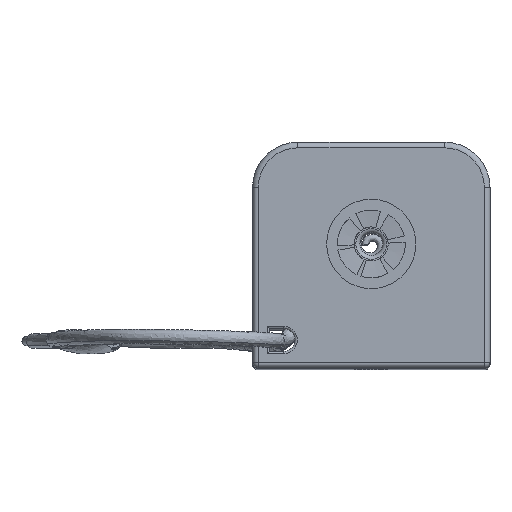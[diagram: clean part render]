
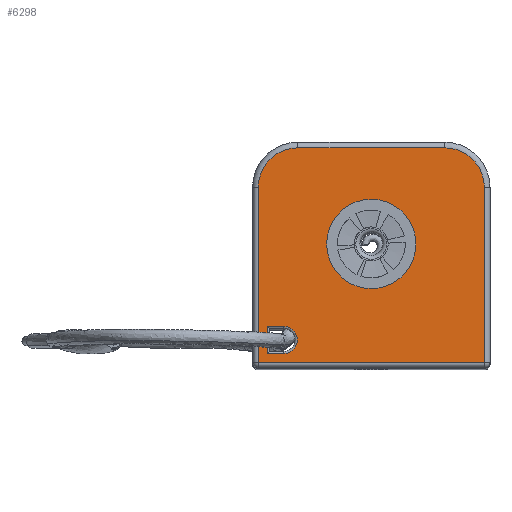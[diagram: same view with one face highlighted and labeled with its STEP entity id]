
A CAD part, top view. The second image highlights one B-rep face of the part: STEP entity #6298.
In plain terms, the highlighted planar face has unit normal (0, 0, 1).
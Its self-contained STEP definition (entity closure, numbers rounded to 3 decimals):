
#392=FACE_BOUND('',#1073,.T.);
#393=FACE_BOUND('',#1074,.T.);
#464=PLANE('',#6835);
#698=FACE_OUTER_BOUND('',#1072,.T.);
#1072=EDGE_LOOP('',(#4985,#4986,#4987,#4988,#4989,#4990));
#1073=EDGE_LOOP('',(#4991,#4992,#4993,#4994));
#1074=EDGE_LOOP('',(#4995,#4996));
#1571=LINE('',#14617,#2057);
#1572=LINE('',#14621,#2058);
#1573=LINE('',#14623,#2059);
#1574=LINE('',#14625,#2060);
#1575=LINE('',#14629,#2061);
#1576=LINE('',#14631,#2062);
#1577=LINE('',#14634,#2063);
#2057=VECTOR('',#7897,1000.);
#2058=VECTOR('',#7900,1000.);
#2059=VECTOR('',#7901,1000.);
#2060=VECTOR('',#7902,1000.);
#2061=VECTOR('',#7905,1000.);
#2062=VECTOR('',#7906,1000.);
#2063=VECTOR('',#7909,1000.);
#2414=CIRCLE('',#6757,3.95);
#2415=CIRCLE('',#6758,3.95);
#2460=CIRCLE('',#6836,3.5);
#2461=CIRCLE('',#6837,3.5);
#2462=CIRCLE('',#6838,1.2);
#2723=VERTEX_POINT('',#13115);
#2724=VERTEX_POINT('',#13117);
#2977=VERTEX_POINT('',#14615);
#2978=VERTEX_POINT('',#14616);
#2979=VERTEX_POINT('',#14618);
#2980=VERTEX_POINT('',#14620);
#2981=VERTEX_POINT('',#14622);
#2982=VERTEX_POINT('',#14624);
#2983=VERTEX_POINT('',#14627);
#2984=VERTEX_POINT('',#14628);
#2985=VERTEX_POINT('',#14630);
#2986=VERTEX_POINT('',#14632);
#3445=EDGE_CURVE('',#2723,#2724,#2414,.T.);
#3446=EDGE_CURVE('',#2724,#2723,#2415,.T.);
#3737=EDGE_CURVE('',#2977,#2978,#1571,.T.);
#3738=EDGE_CURVE('',#2978,#2979,#2460,.T.);
#3739=EDGE_CURVE('',#2979,#2980,#1572,.T.);
#3740=EDGE_CURVE('',#2980,#2981,#1573,.T.);
#3741=EDGE_CURVE('',#2981,#2982,#1574,.T.);
#3742=EDGE_CURVE('',#2982,#2977,#2461,.T.);
#3743=EDGE_CURVE('',#2983,#2984,#1575,.T.);
#3744=EDGE_CURVE('',#2984,#2985,#1576,.T.);
#3745=EDGE_CURVE('',#2985,#2986,#2462,.T.);
#3746=EDGE_CURVE('',#2986,#2983,#1577,.T.);
#4985=ORIENTED_EDGE('',*,*,#3737,.T.);
#4986=ORIENTED_EDGE('',*,*,#3738,.T.);
#4987=ORIENTED_EDGE('',*,*,#3739,.T.);
#4988=ORIENTED_EDGE('',*,*,#3740,.T.);
#4989=ORIENTED_EDGE('',*,*,#3741,.T.);
#4990=ORIENTED_EDGE('',*,*,#3742,.T.);
#4991=ORIENTED_EDGE('',*,*,#3743,.T.);
#4992=ORIENTED_EDGE('',*,*,#3744,.T.);
#4993=ORIENTED_EDGE('',*,*,#3745,.T.);
#4994=ORIENTED_EDGE('',*,*,#3746,.T.);
#4995=ORIENTED_EDGE('',*,*,#3446,.F.);
#4996=ORIENTED_EDGE('',*,*,#3445,.F.);
#6298=ADVANCED_FACE('',(#698,#392,#393),#464,.F.);
#6757=AXIS2_PLACEMENT_3D('',#13118,#7600,#7601);
#6758=AXIS2_PLACEMENT_3D('',#13119,#7602,#7603);
#6835=AXIS2_PLACEMENT_3D('',#14614,#7895,#7896);
#6836=AXIS2_PLACEMENT_3D('',#14619,#7898,#7899);
#6837=AXIS2_PLACEMENT_3D('',#14626,#7903,#7904);
#6838=AXIS2_PLACEMENT_3D('',#14633,#7907,#7908);
#7600=DIRECTION('center_axis',(0.,0.,1.));
#7601=DIRECTION('ref_axis',(1.,0.,0.));
#7602=DIRECTION('center_axis',(0.,0.,1.));
#7603=DIRECTION('ref_axis',(1.,0.,0.));
#7895=DIRECTION('center_axis',(0.,0.,-1.));
#7896=DIRECTION('ref_axis',(-1.,0.,0.));
#7897=DIRECTION('',(-1.,0.,0.));
#7898=DIRECTION('center_axis',(0.,0.,1.));
#7899=DIRECTION('ref_axis',(-1.,0.,0.));
#7900=DIRECTION('',(0.,-1.,0.));
#7901=DIRECTION('',(1.,0.,0.));
#7902=DIRECTION('',(0.,1.,0.));
#7903=DIRECTION('center_axis',(0.,0.,1.));
#7904=DIRECTION('ref_axis',(-1.,0.,0.));
#7905=DIRECTION('',(0.,1.,0.));
#7906=DIRECTION('',(1.,0.,0.));
#7907=DIRECTION('center_axis',(0.,0.,-1.));
#7908=DIRECTION('ref_axis',(-1.,0.,0.));
#7909=DIRECTION('',(-1.,0.,0.));
#13115=CARTESIAN_POINT('',(-3.95,1.,38.));
#13117=CARTESIAN_POINT('',(3.95,1.,38.));
#13118=CARTESIAN_POINT('Origin',(0.,1.,38.));
#13119=CARTESIAN_POINT('Origin',(0.,1.,38.));
#14614=CARTESIAN_POINT('Origin',(-6.5,6.,38.));
#14615=CARTESIAN_POINT('',(6.5,9.5,38.));
#14616=CARTESIAN_POINT('',(-6.5,9.5,38.));
#14617=CARTESIAN_POINT('',(-6.5,9.5,38.));
#14618=CARTESIAN_POINT('',(-10.,6.,38.));
#14619=CARTESIAN_POINT('Origin',(-6.5,6.,38.));
#14620=CARTESIAN_POINT('',(-10.,-9.5,38.));
#14621=CARTESIAN_POINT('',(-10.,6.,38.));
#14622=CARTESIAN_POINT('',(10.,-9.5,38.));
#14623=CARTESIAN_POINT('',(-6.5,-9.5,38.));
#14624=CARTESIAN_POINT('',(10.,6.,38.));
#14625=CARTESIAN_POINT('',(10.,6.,38.));
#14626=CARTESIAN_POINT('Origin',(6.5,6.,38.));
#14627=CARTESIAN_POINT('',(-9.2,-8.7,38.));
#14628=CARTESIAN_POINT('',(-9.2,-6.3,38.));
#14629=CARTESIAN_POINT('',(-9.2,6.,38.));
#14630=CARTESIAN_POINT('',(-7.75,-6.3,38.));
#14631=CARTESIAN_POINT('',(-6.5,-6.3,38.));
#14632=CARTESIAN_POINT('',(-7.75,-8.7,38.));
#14633=CARTESIAN_POINT('Origin',(-7.75,-7.5,38.));
#14634=CARTESIAN_POINT('',(-6.5,-8.7,38.));
